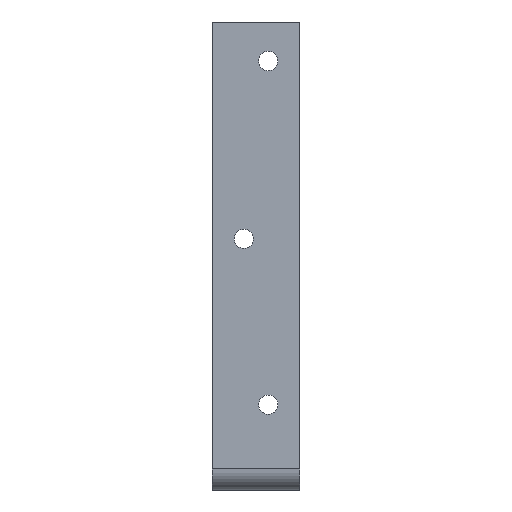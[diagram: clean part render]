
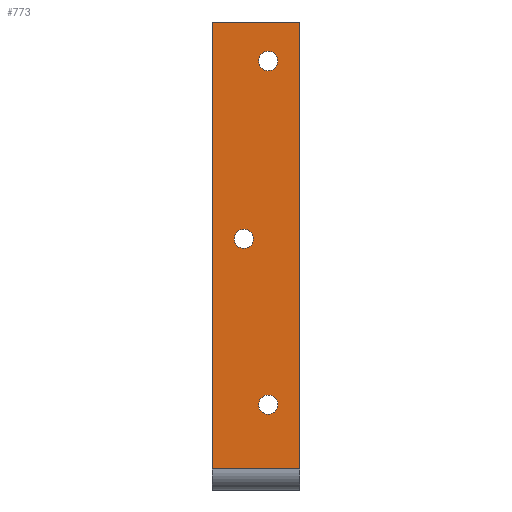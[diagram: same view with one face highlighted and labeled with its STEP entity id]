
A CAD part, left-side view. The second image highlights one B-rep face of the part: STEP entity #773.
In plain terms, the highlighted planar face has unit normal (-1, 0, 0).
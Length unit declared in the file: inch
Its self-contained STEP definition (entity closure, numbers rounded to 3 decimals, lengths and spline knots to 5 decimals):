
#26 = VERTEX_POINT ( 'NONE', #971 ) ;
#43 = DIRECTION ( 'NONE',  ( 1., 0., 0. ) ) ;
#45 = CARTESIAN_POINT ( 'NONE',  ( 0., -0.1565, 5.623 ) ) ;
#55 = AXIS2_PLACEMENT_3D ( 'NONE', #576, #658, #228 ) ;
#61 = CIRCLE ( 'NONE', #823, 0.123 ) ;
#69 = DIRECTION ( 'NONE',  ( 1., 0., 0. ) ) ;
#76 = LINE ( 'NONE', #564, #152 ) ;
#90 = CIRCLE ( 'NONE', #427, 0.123 ) ;
#95 = VERTEX_POINT ( 'NONE', #45 ) ;
#97 = CARTESIAN_POINT ( 'NONE',  ( 0., 0.1565, 3.219 ) ) ;
#108 = CARTESIAN_POINT ( 'NONE',  ( 0., 0.5625, 0.27 ) ) ;
#127 = VERTEX_POINT ( 'NONE', #381 ) ;
#141 = LINE ( 'NONE', #397, #584 ) ;
#150 = DIRECTION ( 'NONE',  ( 0., -1., 0. ) ) ;
#152 = VECTOR ( 'NONE', #754, 39.37008 ) ;
#181 = LINE ( 'NONE', #656, #616 ) ;
#187 = CARTESIAN_POINT ( 'NONE',  ( 0., 0.5625, 6. ) ) ;
#190 = EDGE_CURVE ( 'NONE', #127, #708, #648, .T. ) ;
#208 = DIRECTION ( 'NONE',  ( 0., 0., 1. ) ) ;
#225 = EDGE_CURVE ( 'NONE', #873, #418, #181, .T. ) ;
#228 = DIRECTION ( 'NONE',  ( 0., 0., 1. ) ) ;
#235 = ORIENTED_EDGE ( 'NONE', *, *, #972, .T. ) ;
#253 = ORIENTED_EDGE ( 'NONE', *, *, #836, .T. ) ;
#271 = DIRECTION ( 'NONE',  ( 1., 0., 0. ) ) ;
#273 = DIRECTION ( 'NONE',  ( -1., 0., 0. ) ) ;
#286 = CARTESIAN_POINT ( 'NONE',  ( 0., -0.5625, 6. ) ) ;
#331 = CARTESIAN_POINT ( 'NONE',  ( 0., -0.1565, 0.971 ) ) ;
#333 = VECTOR ( 'NONE', #670, 39.37008 ) ;
#344 = EDGE_LOOP ( 'NONE', ( #433, #1046, #1045, #681 ) ) ;
#376 = CIRCLE ( 'NONE', #895, 0.123 ) ;
#378 = VERTEX_POINT ( 'NONE', #331 ) ;
#381 = CARTESIAN_POINT ( 'NONE',  ( 0., 0.1565, 3.342 ) ) ;
#386 = FACE_BOUND ( 'NONE', #792, .T. ) ;
#397 = CARTESIAN_POINT ( 'NONE',  ( 0., 0.5625, 0.27 ) ) ;
#406 = AXIS2_PLACEMENT_3D ( 'NONE', #930, #69, #917 ) ;
#418 = VERTEX_POINT ( 'NONE', #1015 ) ;
#425 = EDGE_CURVE ( 'NONE', #545, #873, #921, .T. ) ;
#427 = AXIS2_PLACEMENT_3D ( 'NONE', #452, #43, #208 ) ;
#433 = ORIENTED_EDGE ( 'NONE', *, *, #225, .F. ) ;
#434 = DIRECTION ( 'NONE',  ( 0., 0., 1. ) ) ;
#452 = CARTESIAN_POINT ( 'NONE',  ( 0., -0.1565, 1.094 ) ) ;
#476 = DIRECTION ( 'NONE',  ( 0., 0., 1. ) ) ;
#528 = ORIENTED_EDGE ( 'NONE', *, *, #676, .T. ) ;
#545 = VERTEX_POINT ( 'NONE', #928 ) ;
#549 = EDGE_CURVE ( 'NONE', #881, #95, #847, .T. ) ;
#559 = ORIENTED_EDGE ( 'NONE', *, *, #596, .T. ) ;
#564 = CARTESIAN_POINT ( 'NONE',  ( 0., 0.5625, 6. ) ) ;
#576 = CARTESIAN_POINT ( 'NONE',  ( 0., 0.1565, 3.219 ) ) ;
#584 = VECTOR ( 'NONE', #150, 39.37008 ) ;
#594 = EDGE_CURVE ( 'NONE', #665, #418, #141, .T. ) ;
#596 = EDGE_CURVE ( 'NONE', #95, #881, #376, .T. ) ;
#616 = VECTOR ( 'NONE', #1096, 39.37008 ) ;
#648 = CIRCLE ( 'NONE', #55, 0.123 ) ;
#652 = DIRECTION ( 'NONE',  ( 1., 0., 0. ) ) ;
#656 = CARTESIAN_POINT ( 'NONE',  ( 0., -0.5625, 6. ) ) ;
#658 = DIRECTION ( 'NONE',  ( 1., 0., 0. ) ) ;
#665 = VERTEX_POINT ( 'NONE', #108 ) ;
#670 = DIRECTION ( 'NONE',  ( 0., -1., 0. ) ) ;
#676 = EDGE_CURVE ( 'NONE', #708, #127, #1098, .T. ) ;
#677 = FACE_OUTER_BOUND ( 'NONE', #344, .T. ) ;
#678 = AXIS2_PLACEMENT_3D ( 'NONE', #187, #273, #794 ) ;
#681 = ORIENTED_EDGE ( 'NONE', *, *, #594, .T. ) ;
#694 = DIRECTION ( 'NONE',  ( 0., 0., 1. ) ) ;
#708 = VERTEX_POINT ( 'NONE', #795 ) ;
#754 = DIRECTION ( 'NONE',  ( 0., 0., -1. ) ) ;
#773 = ADVANCED_FACE ( 'NONE', ( #920, #386, #801, #677 ), #1054, .T. ) ;
#792 = EDGE_LOOP ( 'NONE', ( #528, #913 ) ) ;
#794 = DIRECTION ( 'NONE',  ( 0., 0., 1. ) ) ;
#795 = CARTESIAN_POINT ( 'NONE',  ( 0., 0.1565, 3.096 ) ) ;
#801 = FACE_BOUND ( 'NONE', #1059, .T. ) ;
#823 = AXIS2_PLACEMENT_3D ( 'NONE', #1094, #652, #476 ) ;
#836 = EDGE_CURVE ( 'NONE', #26, #378, #90, .T. ) ;
#847 = CIRCLE ( 'NONE', #406, 0.123 ) ;
#861 = ORIENTED_EDGE ( 'NONE', *, *, #549, .T. ) ;
#873 = VERTEX_POINT ( 'NONE', #286 ) ;
#881 = VERTEX_POINT ( 'NONE', #985 ) ;
#895 = AXIS2_PLACEMENT_3D ( 'NONE', #1038, #957, #434 ) ;
#913 = ORIENTED_EDGE ( 'NONE', *, *, #190, .T. ) ;
#917 = DIRECTION ( 'NONE',  ( 0., 0., 1. ) ) ;
#920 = FACE_BOUND ( 'NONE', #1062, .T. ) ;
#921 = LINE ( 'NONE', #1104, #333 ) ;
#928 = CARTESIAN_POINT ( 'NONE',  ( 0., 0.5625, 6. ) ) ;
#930 = CARTESIAN_POINT ( 'NONE',  ( 0., -0.1565, 5.5 ) ) ;
#957 = DIRECTION ( 'NONE',  ( 1., 0., 0. ) ) ;
#970 = AXIS2_PLACEMENT_3D ( 'NONE', #97, #271, #694 ) ;
#971 = CARTESIAN_POINT ( 'NONE',  ( 0., -0.1565, 1.217 ) ) ;
#972 = EDGE_CURVE ( 'NONE', #378, #26, #61, .T. ) ;
#985 = CARTESIAN_POINT ( 'NONE',  ( 0., -0.1565, 5.377 ) ) ;
#1015 = CARTESIAN_POINT ( 'NONE',  ( 0., -0.5625, 0.27 ) ) ;
#1038 = CARTESIAN_POINT ( 'NONE',  ( 0., -0.1565, 5.5 ) ) ;
#1045 = ORIENTED_EDGE ( 'NONE', *, *, #1063, .T. ) ;
#1046 = ORIENTED_EDGE ( 'NONE', *, *, #425, .F. ) ;
#1054 = PLANE ( 'NONE',  #678 ) ;
#1059 = EDGE_LOOP ( 'NONE', ( #861, #559 ) ) ;
#1062 = EDGE_LOOP ( 'NONE', ( #235, #253 ) ) ;
#1063 = EDGE_CURVE ( 'NONE', #545, #665, #76, .T. ) ;
#1094 = CARTESIAN_POINT ( 'NONE',  ( 0., -0.1565, 1.094 ) ) ;
#1096 = DIRECTION ( 'NONE',  ( 0., 0., -1. ) ) ;
#1098 = CIRCLE ( 'NONE', #970, 0.123 ) ;
#1104 = CARTESIAN_POINT ( 'NONE',  ( 0., 0.5625, 6. ) ) ;
